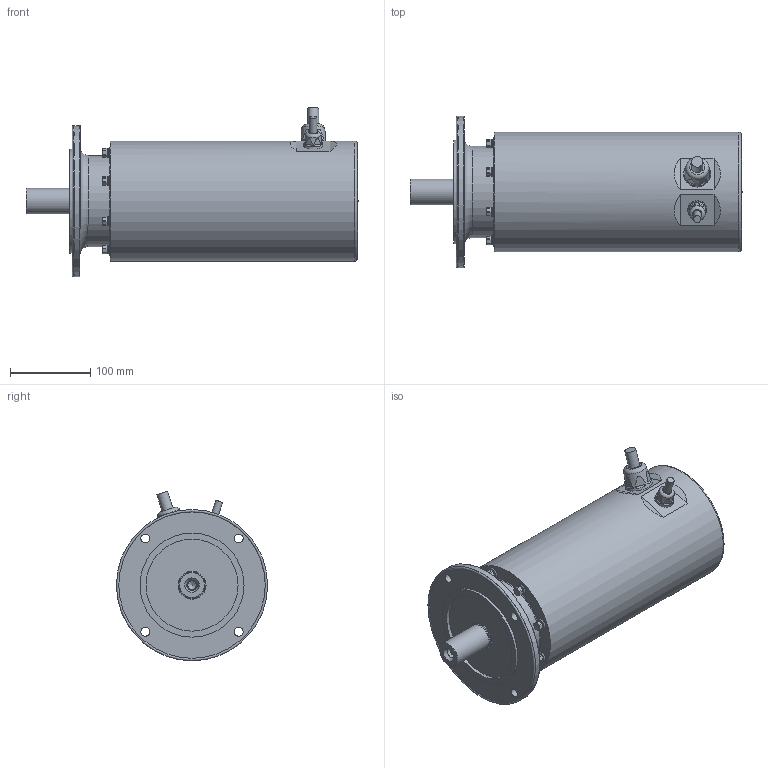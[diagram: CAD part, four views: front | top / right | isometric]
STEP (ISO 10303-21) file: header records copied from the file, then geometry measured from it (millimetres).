
FILE_DESCRIPTION(/* description */ (''),/* implementation_level */ '2;1');
FILE_NAME(/* name */ 'CM2H_KSYMotor-WelleB5-56X_01_KSY5616_KabelResolver.stp',/* time_stamp */ '2023-04-18T08:52:04+02:00',/* author */ (''),/* organization */ (''),/* preprocessor_version */ 'ST-DEVELOPER v16',/* originating_system */ 'SIEMENS PLM Software NX 10.0',/* authorisation */ '');
FILE_SCHEMA (('AUTOMOTIVE_DESIGN { 1 0 10303 214 3 1 1 1 }'));
Length unit declared in the file: millimetre
Products named in the file (4): Kabelverschr_16_SEW; Kabelverschr_25_SY5_SEW; KSY564HD_R4_SEW_B5_S76_Rumpf; KSY564HD_R4_SEW_B5_S1_S76
Assembly tree (3 placements, depth 2):
  KSY564HD_R4_SEW_B5_S1_S76
    KSY564HD_R4_SEW_B5_S76_Rumpf
    Kabelverschr_25_SY5_SEW
    Kabelverschr_16_SEW
Bounding box: 415 x 189 x 211.84 mm (x, y, z)
Volume: 6195461.2 mm3; surface area: 255779.3 mm2
Topology: 3 solids, 3 shells, 211 faces, 523 edges, 340 vertices
Faces by surface type: cylinder 95, plane 82, cone 15, torus 10, sphere 8, bspline 1
Full cylindrical faces by diameter (mm): 9 x1, 10.579 x1, 11 x12, 13 x1, 14 x1, 14.2 x8, 16 x1, 25 x1, 31.5 x1, 32 x1, 35 x1, 114 x1, 115 x1, 130 x1, 150 x1, 183 x1, 189 x1
Entity records: 6843 total; most frequent: CARTESIAN_POINT 1987, DIRECTION 948, ORIENTED_EDGE 828, EDGE_CURVE 414, AXIS2_PLACEMENT_3D 392, EDGE_LOOP 312, VERTEX_POINT 303, ADVANCED_FACE 211
